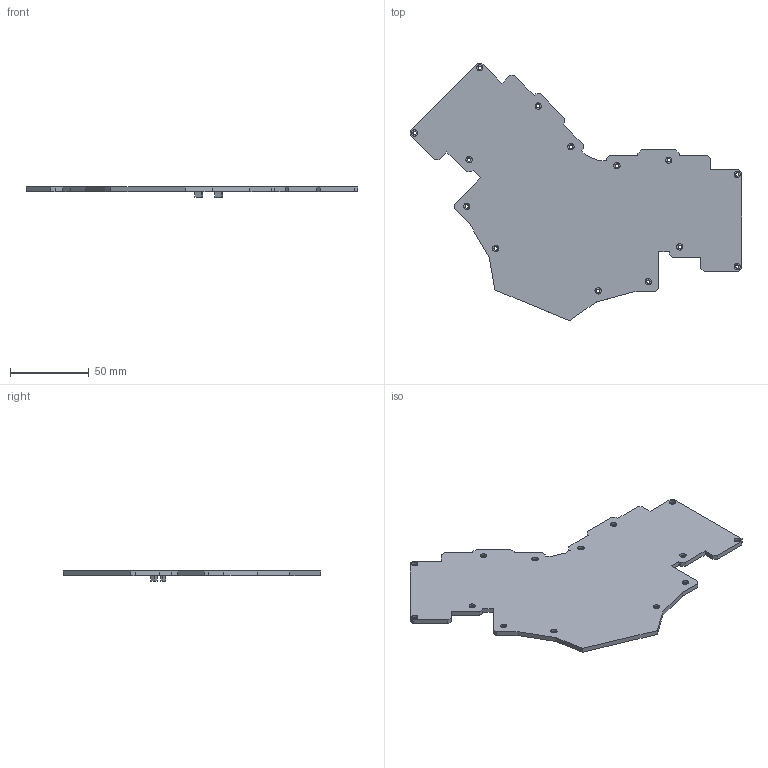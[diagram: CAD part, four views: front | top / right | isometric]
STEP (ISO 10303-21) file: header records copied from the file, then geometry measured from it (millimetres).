
FILE_DESCRIPTION(/* description */ (''),/* implementation_level */ '2;1');
FILE_NAME(/* name */ 'bottom_plate.step',/* time_stamp */ '2025-04-16T07:05:38+02:00',/* author */ (''),/* organization */ (''),/* preprocessor_version */ 'ST-DEVELOPER v20.1',/* originating_system */ 'Autodesk Translation Framework v14.4.0.0',/* authorisation */ '');
FILE_SCHEMA (('AUTOMOTIVE_DESIGN { 1 0 10303 214 3 1 1 }'));
Length unit declared in the file: millimetre
Products named in the file (1): Hedgehawk
Bounding box: 210.47 x 163.26 x 6.5 mm (x, y, z)
Volume: 53674.3 mm3; surface area: 39282.2 mm2
Topology: 1 solids, 1 shells, 115 faces, 291 edges, 192 vertices
Faces by surface type: plane 87, cylinder 28
Full cylindrical faces by diameter (mm): 2.2 x14, 4 x14
Entity records: 3522 total; most frequent: CARTESIAN_POINT 599, ORIENTED_EDGE 582, DIRECTION 579, EDGE_CURVE 291, LINE 235, VECTOR 235, VERTEX_POINT 192, AXIS2_PLACEMENT_3D 172
